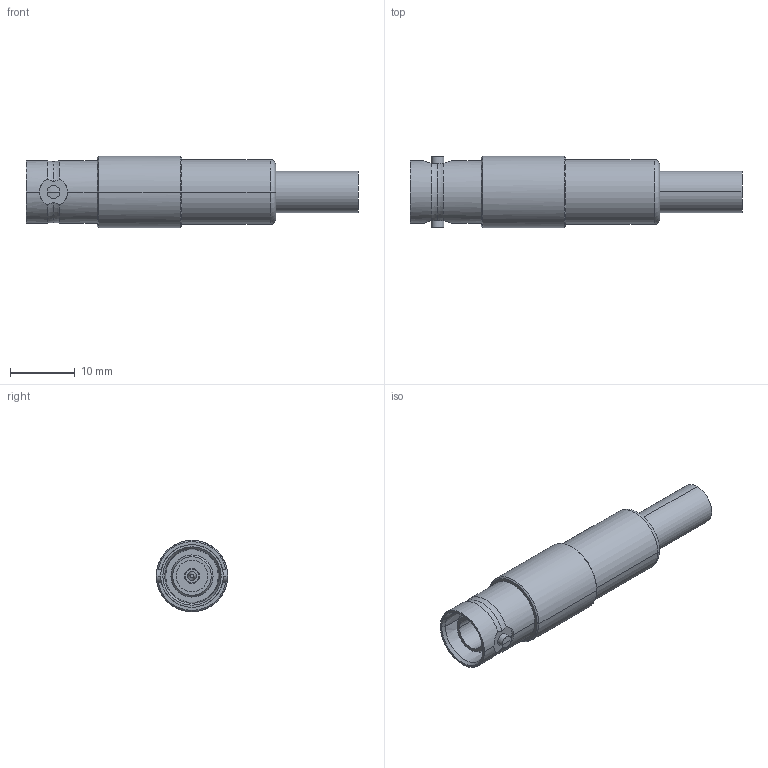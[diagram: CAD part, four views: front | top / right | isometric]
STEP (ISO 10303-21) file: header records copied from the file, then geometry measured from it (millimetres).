
FILE_DESCRIPTION (( 'STEP AP214' ), '1' );
FILE_NAME ('FMCN45852_3D.step', '2024-11-04T21:40:20', ( '' ), ( '' ), 'SwSTEP 2.0', 'SolidWorks 2022', '' );
FILE_SCHEMA (( 'AUTOMOTIVE_DESIGN' ));
Length unit declared in the file: inch
Products named in the file (4): Copy of PE45852-2_CONTACT^FMCN45852; Copy of PE45852-3_FERRULE^FMCN45852; FMCN45852_3D; Copy of PE45852-1_CONN^FMCN45852
Assembly tree (3 placements, depth 2):
  FMCN45852_3D
    Copy of PE45852-1_CONN^FMCN45852
    Copy of PE45852-2_CONTACT^FMCN45852
    Copy of PE45852-3_FERRULE^FMCN45852
Bounding box: 51.2 x 11 x 11 mm (x, y, z)
Volume: 2603 mm3; surface area: 3329.6 mm2
Topology: 3 solids, 3 shells, 101 faces, 213 edges, 128 vertices
Faces by surface type: cylinder 52, plane 20, cone 17, torus 8, sphere 4
Entity records: 3230 total; most frequent: CARTESIAN_POINT 827, DIRECTION 518, ORIENTED_EDGE 428, AXIS2_PLACEMENT_3D 224, EDGE_CURVE 214, VERTEX_POINT 129, EDGE_LOOP 119, CIRCLE 117
